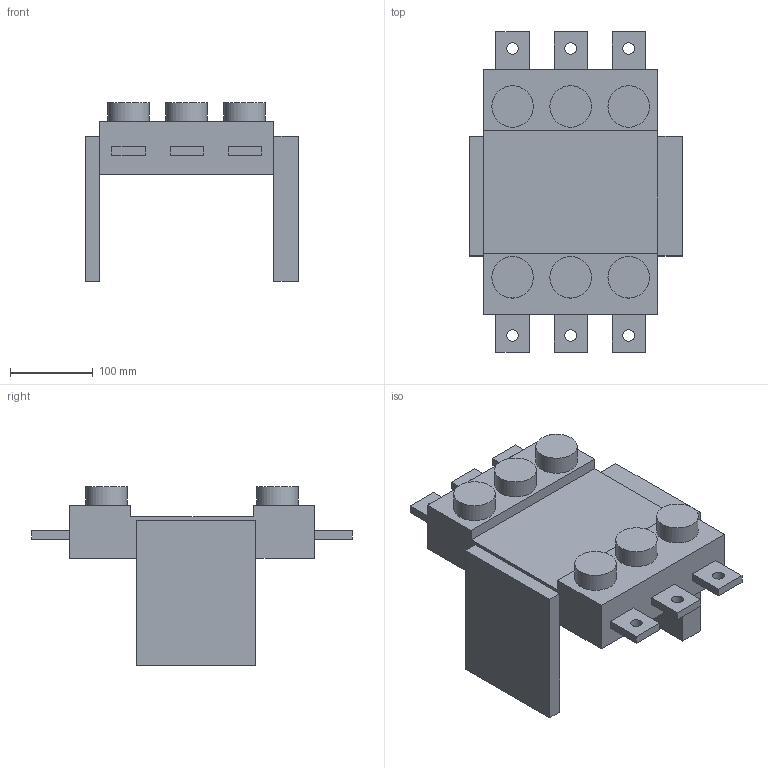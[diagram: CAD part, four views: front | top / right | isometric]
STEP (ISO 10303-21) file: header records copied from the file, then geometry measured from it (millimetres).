
FILE_DESCRIPTION (( 'STEP AP214' ), '1' );
FILE_NAME ('ÏÌ1Ï-40 ïåðåä.STEP', '2018-06-13T12:15:07', ( 'AutoBVT' ), ( 'Microsoft' ), 'SwSTEP 2.0', 'SolidWorks 2014', '' );
FILE_SCHEMA (( 'AUTOMOTIVE_DESIGN' ));
Length unit declared in the file: millimetre
Products named in the file (1): ÏÌ1Ï-40 ïåðåä
Bounding box: 257 x 386 x 215 mm (x, y, z)
Volume: 5085465.1 mm3; surface area: 343640.2 mm2
Topology: 1 solids, 1 shells, 70 faces, 167 edges, 111 vertices
Faces by surface type: plane 58, cylinder 12
Full cylindrical faces by diameter (mm): 14 x6, 50 x6
Entity records: 1978 total; most frequent: CARTESIAN_POINT 331, DIRECTION 318, ORIENTED_EDGE 304, EDGE_CURVE 152, LINE 128, VECTOR 128, VERTEX_POINT 108, EDGE_LOOP 106
